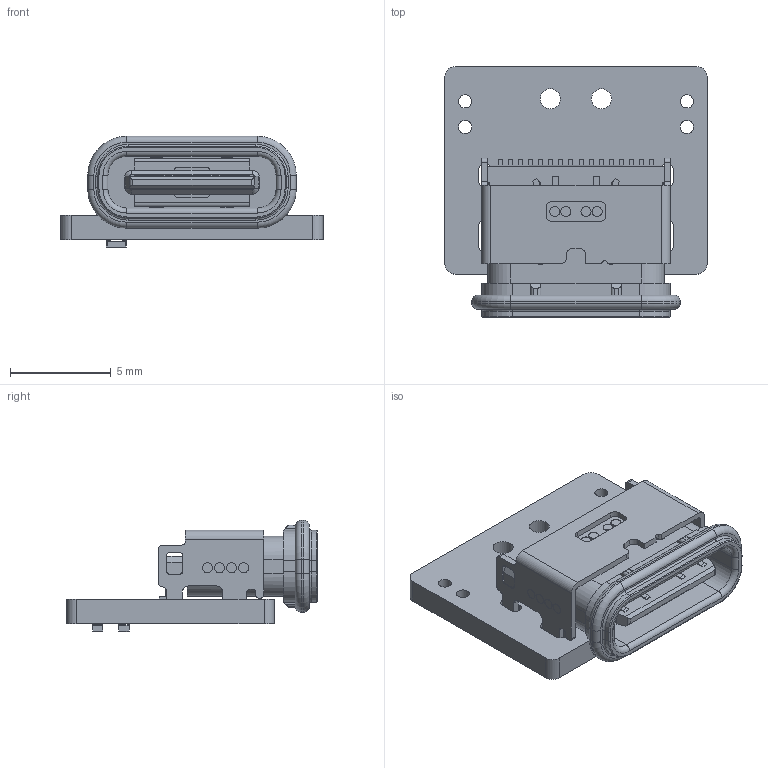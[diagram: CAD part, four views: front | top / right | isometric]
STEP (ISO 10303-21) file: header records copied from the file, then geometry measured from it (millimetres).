
FILE_DESCRIPTION(('KiCad electronic assembly'),'2;1');
FILE_NAME('OuterUSB.step','2023-03-01T10:16:51',('Pcbnew'),('Kicad'), 'Open CASCADE STEP processor 7.6','KiCad to STEP converter','Unknown' );
FILE_SCHEMA(('AUTOMOTIVE_DESIGN { 1 0 10303 214 1 1 1 1 }'));
Length unit declared in the file: millimetre
Products named in the file (6): OuterUSB 1; 2130830005; COMPOUND; R_0402_1005Metric; SOLID; OuterUSB PCB
Assembly tree (6 placements, depth 3):
  OuterUSB 1
    2130830005
      COMPOUND
    R_0402_1005Metric  x2
      SOLID
    OuterUSB PCB
Bounding box: 13 x 12.45 x 5.53 mm (x, y, z)
Volume: 292.1 mm3; surface area: 871.2 mm2
Topology: 4 solids, 4 shells, 797 faces, 2288 edges, 1621 vertices
Faces by surface type: plane 460, cylinder 279, torus 54, cone 4
Full cylindrical faces by diameter (mm): 0.65 x4, 1 x2
Entity records: 55365 total; most frequent: CARTESIAN_POINT 11947, DIRECTION 8320, LINE 5186, VECTOR 5186, ORIENTED_EDGE 4248, PCURVE 4248, DEFINITIONAL_REPRESENTATION 4248, EDGE_CURVE 2124
